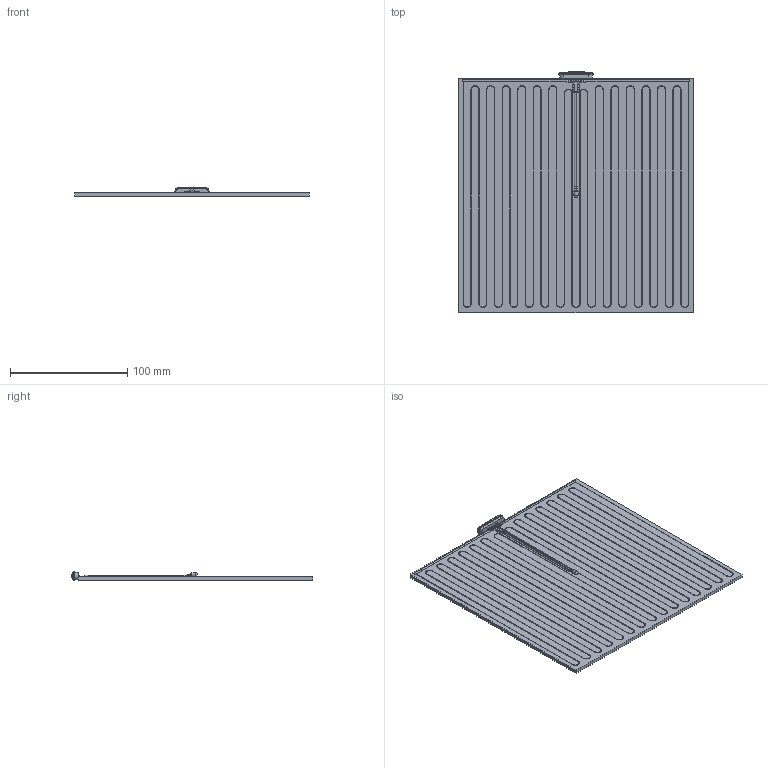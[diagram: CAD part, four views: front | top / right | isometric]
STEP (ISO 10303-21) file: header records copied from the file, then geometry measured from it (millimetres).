
FILE_DESCRIPTION(/* description */ (''),/* implementation_level */ '2;1');
FILE_NAME(/* name */ 'Printed glass bed Mod.step',/* time_stamp */ '2022-07-25T19:36:53+01:00',/* author */ (''),/* organization */ (''),/* preprocessor_version */ 'ST-DEVELOPER v19',/* originating_system */ 'Autodesk Translation Framework v11.7.0.108',/* authorisation */ '');
FILE_SCHEMA (('AUTOMOTIVE_DESIGN { 1 0 10303 214 3 1 1 }'));
Length unit declared in the file: millimetre
Products named in the file (5): Positron3D-bed; Board; Top copper; 6 pin megnegtic Pogo Pins; Probe
Assembly tree (4 placements, depth 3):
  Positron3D-bed
    Board
      Top copper
    6 pin megnegtic Pogo Pins
    Probe
Bounding box: 200 x 205.8 x 8 mm (x, y, z)
Volume: 124095.2 mm3; surface area: 90250.9 mm2
Topology: 10 solids, 10 shells, 341 faces, 921 edges, 614 vertices
Faces by surface type: plane 221, cylinder 91, torus 22, sphere 7
Full cylindrical faces by diameter (mm): 0.8 x11, 1 x5, 1.091 x1, 1.3 x6, 3.5 x1
Entity records: 10960 total; most frequent: CARTESIAN_POINT 1884, DIRECTION 1870, ORIENTED_EDGE 1840, EDGE_CURVE 920, LINE 670, VECTOR 670, VERTEX_POINT 614, AXIS2_PLACEMENT_3D 600
